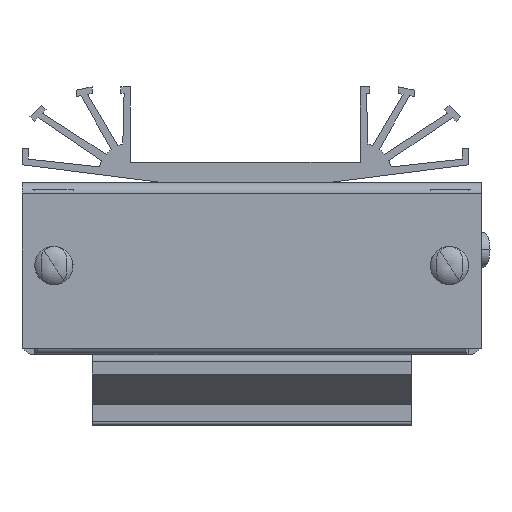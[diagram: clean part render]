
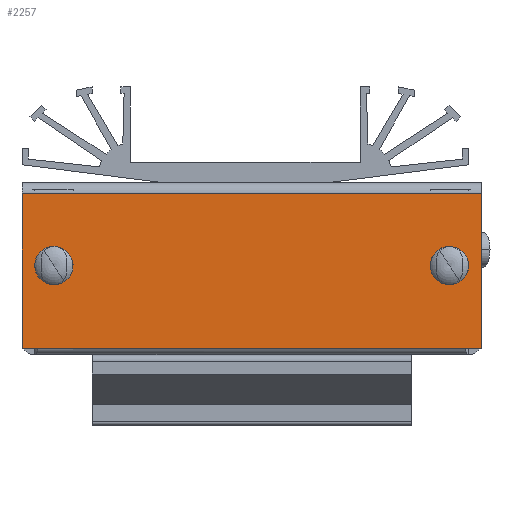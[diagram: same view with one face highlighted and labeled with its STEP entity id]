
A CAD part, front view. The second image highlights one B-rep face of the part: STEP entity #2257.
In plain terms, the highlighted planar face has unit normal (0, -1, 0).
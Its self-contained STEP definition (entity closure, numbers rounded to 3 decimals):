
#472 = LINE ( 'NONE', #2479, #474 ) ;
#474 = VECTOR ( 'NONE', #2480, 1000. ) ;
#477 = LINE ( 'NONE', #2483, #478 ) ;
#478 = VECTOR ( 'NONE', #2484, 1000. ) ;
#485 = LINE ( 'NONE', #2491, #486 ) ;
#486 = VECTOR ( 'NONE', #2492, 1000. ) ;
#489 = LINE ( 'NONE', #2498, #491 ) ;
#490 = CIRCLE ( 'NONE', #7289, 2. ) ;
#491 = VECTOR ( 'NONE', #2499, 1000. ) ;
#492 = LINE ( 'NONE', #2503, #494 ) ;
#493 = CIRCLE ( 'NONE', #7290, 2. ) ;
#494 = VECTOR ( 'NONE', #2504, 1000. ) ;
#495 = LINE ( 'NONE', #2508, #497 ) ;
#496 = CIRCLE ( 'NONE', #7291, 2. ) ;
#497 = VECTOR ( 'NONE', #2509, 1000. ) ;
#498 = LINE ( 'NONE', #2513, #500 ) ;
#499 = CIRCLE ( 'NONE', #7292, 2. ) ;
#500 = VECTOR ( 'NONE', #2514, 1000. ) ;
#501 = LINE ( 'NONE', #2515, #502 ) ;
#502 = VECTOR ( 'NONE', #2516, 1000. ) ;
#514 = AXIS2_PLACEMENT_3D ( 'NONE', #2862, #2863, #2864 ) ;
#518 = AXIS2_PLACEMENT_3D ( 'NONE', #2882, #2883, #2884 ) ;
#1131 = PLANE ( 'NONE',  #7778 ) ;
#1132 = CARTESIAN_POINT ( 'NONE',  ( 0., -1., 0. ) ) ;
#1133 = DIRECTION ( 'NONE',  ( 0., -1., 0. ) ) ;
#1134 = DIRECTION ( 'NONE',  ( 0., 0., -1. ) ) ;
#2257 = ADVANCED_FACE ( 'NONE', ( #8108, #8109, #8110 ), #1131, .T. ) ;
#2479 = CARTESIAN_POINT ( 'NONE',  ( 0., -1., -0.737 ) ) ;
#2480 = DIRECTION ( 'NONE',  ( -1., 0., 0. ) ) ;
#2483 = CARTESIAN_POINT ( 'NONE',  ( 0., -1., 0. ) ) ;
#2484 = DIRECTION ( 'NONE',  ( 0., 0., 1. ) ) ;
#2491 = CARTESIAN_POINT ( 'NONE',  ( 72., -1., -25. ) ) ;
#2492 = DIRECTION ( 'NONE',  ( 0., 0., -1. ) ) ;
#2495 = CARTESIAN_POINT ( 'NONE',  ( 5., -1., -13. ) ) ;
#2496 = DIRECTION ( 'NONE',  ( 0., -1., 0. ) ) ;
#2497 = DIRECTION ( 'NONE',  ( 0., 0., -1. ) ) ;
#2498 = CARTESIAN_POINT ( 'NONE',  ( 3., -1., -13. ) ) ;
#2499 = DIRECTION ( 'NONE',  ( 0., 0., -1. ) ) ;
#2500 = CARTESIAN_POINT ( 'NONE',  ( 5., -1., -11. ) ) ;
#2501 = DIRECTION ( 'NONE',  ( 0., -1., 0. ) ) ;
#2502 = DIRECTION ( 'NONE',  ( 0., 0., -1. ) ) ;
#2503 = CARTESIAN_POINT ( 'NONE',  ( 7., -1., -13. ) ) ;
#2504 = DIRECTION ( 'NONE',  ( 0., 0., 1. ) ) ;
#2505 = CARTESIAN_POINT ( 'NONE',  ( 67., -1., -13. ) ) ;
#2506 = DIRECTION ( 'NONE',  ( 0., -1., 0. ) ) ;
#2507 = DIRECTION ( 'NONE',  ( 0., 0., -1. ) ) ;
#2508 = CARTESIAN_POINT ( 'NONE',  ( 65., -1., -13. ) ) ;
#2509 = DIRECTION ( 'NONE',  ( 0., 0., -1. ) ) ;
#2510 = CARTESIAN_POINT ( 'NONE',  ( 67., -1., -11. ) ) ;
#2511 = DIRECTION ( 'NONE',  ( 0., -1., 0. ) ) ;
#2512 = DIRECTION ( 'NONE',  ( 0., 0., -1. ) ) ;
#2513 = CARTESIAN_POINT ( 'NONE',  ( 69., -1., -13. ) ) ;
#2514 = DIRECTION ( 'NONE',  ( 0., 0., 1. ) ) ;
#2515 = CARTESIAN_POINT ( 'NONE',  ( 0., -1., -25. ) ) ;
#2516 = DIRECTION ( 'NONE',  ( -1., 0., 0. ) ) ;
#2862 = CARTESIAN_POINT ( 'NONE',  ( 5., -1., -13. ) ) ;
#2863 = DIRECTION ( 'NONE',  ( 0., -1., 0. ) ) ;
#2864 = DIRECTION ( 'NONE',  ( 0., 0., -1. ) ) ;
#2882 = CARTESIAN_POINT ( 'NONE',  ( 67., -1., -13. ) ) ;
#2883 = DIRECTION ( 'NONE',  ( 0., -1., 0. ) ) ;
#2884 = DIRECTION ( 'NONE',  ( 0., 0., -1. ) ) ;
#3496 = EDGE_CURVE ( 'NONE', #8649, #8651, #472, .T. ) ;
#3498 = EDGE_CURVE ( 'NONE', #8652, #8651, #477, .T. ) ;
#3502 = EDGE_CURVE ( 'NONE', #8649, #8655, #485, .T. ) ;
#3504 = EDGE_CURVE ( 'NONE', #8656, #8566, #490, .T. ) ;
#3505 = EDGE_CURVE ( 'NONE', #8657, #8656, #489, .T. ) ;
#3506 = EDGE_CURVE ( 'NONE', #8658, #8657, #493, .T. ) ;
#3507 = EDGE_CURVE ( 'NONE', #8567, #8658, #492, .T. ) ;
#3508 = EDGE_CURVE ( 'NONE', #8659, #8574, #496, .T. ) ;
#3509 = EDGE_CURVE ( 'NONE', #8660, #8659, #495, .T. ) ;
#3510 = EDGE_CURVE ( 'NONE', #8661, #8660, #499, .T. ) ;
#3511 = EDGE_CURVE ( 'NONE', #8575, #8661, #498, .T. ) ;
#3512 = EDGE_CURVE ( 'NONE', #8655, #8652, #501, .T. ) ;
#3654 = EDGE_CURVE ( 'NONE', #8566, #8567, #5271, .T. ) ;
#3662 = EDGE_CURVE ( 'NONE', #8574, #8575, #5283, .T. ) ;
#5271 = CIRCLE ( 'NONE', #514, 2. ) ;
#5283 = CIRCLE ( 'NONE', #518, 2. ) ;
#5769 = CARTESIAN_POINT ( 'NONE',  ( 5., -1., -15. ) ) ;
#5770 = CARTESIAN_POINT ( 'NONE',  ( 7., -1., -13. ) ) ;
#5777 = CARTESIAN_POINT ( 'NONE',  ( 67., -1., -15. ) ) ;
#5778 = CARTESIAN_POINT ( 'NONE',  ( 69., -1., -13. ) ) ;
#5852 = CARTESIAN_POINT ( 'NONE',  ( 72., -1., -0.737 ) ) ;
#5854 = CARTESIAN_POINT ( 'NONE',  ( 0., -1., -0.737 ) ) ;
#5855 = CARTESIAN_POINT ( 'NONE',  ( 0., -1., -25. ) ) ;
#5858 = CARTESIAN_POINT ( 'NONE',  ( 72., -1., -25. ) ) ;
#5859 = CARTESIAN_POINT ( 'NONE',  ( 3., -1., -13. ) ) ;
#5860 = CARTESIAN_POINT ( 'NONE',  ( 3., -1., -11. ) ) ;
#5861 = CARTESIAN_POINT ( 'NONE',  ( 7., -1., -11. ) ) ;
#5862 = CARTESIAN_POINT ( 'NONE',  ( 65., -1., -13. ) ) ;
#5863 = CARTESIAN_POINT ( 'NONE',  ( 65., -1., -11. ) ) ;
#5864 = CARTESIAN_POINT ( 'NONE',  ( 69., -1., -11. ) ) ;
#7289 = AXIS2_PLACEMENT_3D ( 'NONE', #2495, #2496, #2497 ) ;
#7290 = AXIS2_PLACEMENT_3D ( 'NONE', #2500, #2501, #2502 ) ;
#7291 = AXIS2_PLACEMENT_3D ( 'NONE', #2505, #2506, #2507 ) ;
#7292 = AXIS2_PLACEMENT_3D ( 'NONE', #2510, #2511, #2512 ) ;
#7778 = AXIS2_PLACEMENT_3D ( 'NONE', #1132, #1133, #1134 ) ;
#7918 = ORIENTED_EDGE ( 'NONE', *, *, #3502, .F. ) ;
#7919 = ORIENTED_EDGE ( 'NONE', *, *, #3662, .F. ) ;
#7920 = ORIENTED_EDGE ( 'NONE', *, *, #3511, .F. ) ;
#7921 = ORIENTED_EDGE ( 'NONE', *, *, #3510, .F. ) ;
#7922 = ORIENTED_EDGE ( 'NONE', *, *, #3509, .F. ) ;
#7923 = ORIENTED_EDGE ( 'NONE', *, *, #3508, .F. ) ;
#7924 = ORIENTED_EDGE ( 'NONE', *, *, #3654, .F. ) ;
#7925 = ORIENTED_EDGE ( 'NONE', *, *, #3507, .F. ) ;
#7926 = ORIENTED_EDGE ( 'NONE', *, *, #3506, .F. ) ;
#7927 = ORIENTED_EDGE ( 'NONE', *, *, #3505, .F. ) ;
#7928 = ORIENTED_EDGE ( 'NONE', *, *, #3504, .F. ) ;
#8108 = FACE_BOUND ( 'NONE', #9860, .T. ) ;
#8109 = FACE_BOUND ( 'NONE', #9861, .T. ) ;
#8110 = FACE_OUTER_BOUND ( 'NONE', #9857, .T. ) ;
#8566 = VERTEX_POINT ( 'NONE', #5769 ) ;
#8567 = VERTEX_POINT ( 'NONE', #5770 ) ;
#8574 = VERTEX_POINT ( 'NONE', #5777 ) ;
#8575 = VERTEX_POINT ( 'NONE', #5778 ) ;
#8649 = VERTEX_POINT ( 'NONE', #5852 ) ;
#8651 = VERTEX_POINT ( 'NONE', #5854 ) ;
#8652 = VERTEX_POINT ( 'NONE', #5855 ) ;
#8655 = VERTEX_POINT ( 'NONE', #5858 ) ;
#8656 = VERTEX_POINT ( 'NONE', #5859 ) ;
#8657 = VERTEX_POINT ( 'NONE', #5860 ) ;
#8658 = VERTEX_POINT ( 'NONE', #5861 ) ;
#8659 = VERTEX_POINT ( 'NONE', #5862 ) ;
#8660 = VERTEX_POINT ( 'NONE', #5863 ) ;
#8661 = VERTEX_POINT ( 'NONE', #5864 ) ;
#9666 = ORIENTED_EDGE ( 'NONE', *, *, #3512, .F. ) ;
#9667 = ORIENTED_EDGE ( 'NONE', *, *, #3498, .F. ) ;
#9668 = ORIENTED_EDGE ( 'NONE', *, *, #3496, .T. ) ;
#9857 = EDGE_LOOP ( 'NONE', ( #7918, #9668, #9667, #9666 ) ) ;
#9860 = EDGE_LOOP ( 'NONE', ( #7928, #7927, #7926, #7925, #7924 ) ) ;
#9861 = EDGE_LOOP ( 'NONE', ( #7923, #7922, #7921, #7920, #7919 ) ) ;
